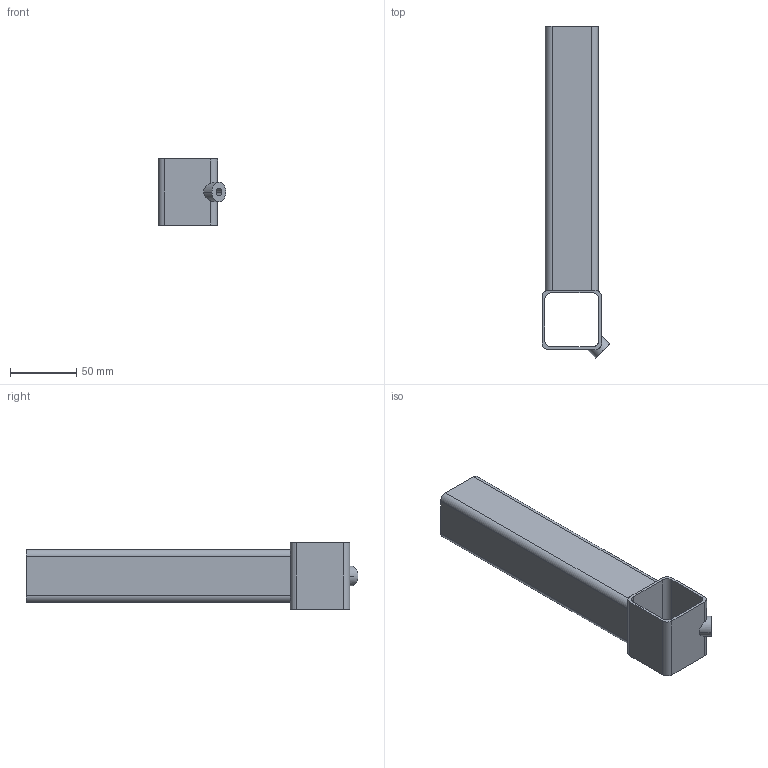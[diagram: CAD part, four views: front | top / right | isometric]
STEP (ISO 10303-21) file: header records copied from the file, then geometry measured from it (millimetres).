
FILE_DESCRIPTION (( 'STEP AP203' ), '1' );
FILE_NAME ('Reglage repose pied-verticalisateur.STEP', '2020-12-03T10:47:02', ( '' ), ( '' ), 'SwSTEP 2.0', 'SolidWorks 2019', '' );
FILE_SCHEMA (( 'CONFIG_CONTROL_DESIGN' ));
Length unit declared in the file: millimetre
Products named in the file (1): Reglage repose pied-verticalisateur
Bounding box: 51.34 x 251.34 x 50 mm (x, y, z)
Volume: 78714.1 mm3; surface area: 75033.6 mm2
Topology: 1 solids, 1 shells, 45 faces, 130 edges, 84 vertices
Faces by surface type: plane 24, cylinder 21
Entity records: 1669 total; most frequent: CARTESIAN_POINT 372, ORIENTED_EDGE 260, DIRECTION 258, EDGE_CURVE 130, AXIS2_PLACEMENT_3D 90, VERTEX_POINT 84, VECTOR 78, LINE 78
